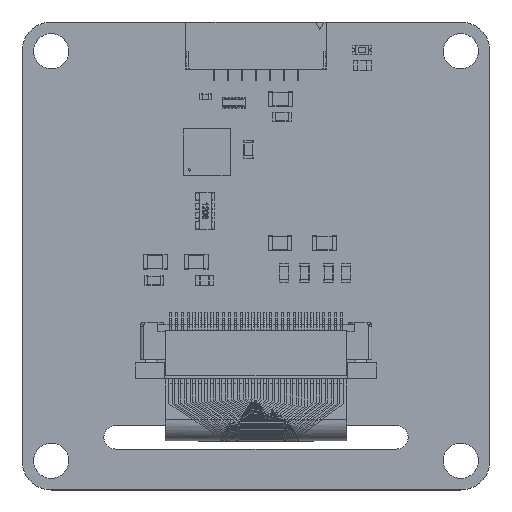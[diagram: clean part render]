
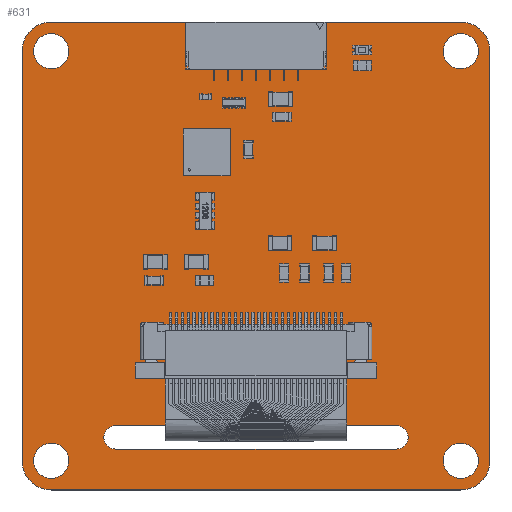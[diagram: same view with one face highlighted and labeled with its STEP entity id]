
A CAD part, top view. The second image highlights one B-rep face of the part: STEP entity #631.
In plain terms, the highlighted planar face has unit normal (0, 0, 1).
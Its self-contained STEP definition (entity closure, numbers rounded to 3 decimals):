
#54 = VERTEX_POINT('',#55);
#55 = CARTESIAN_POINT('',(171.6,-121.6,0.));
#72 = VERTEX_POINT('',#73);
#73 = CARTESIAN_POINT('',(136.6,-121.6,0.));
#79 = EDGE_CURVE('',#54,#72,#80,.T.);
#80 = LINE('',#81,#82);
#81 = CARTESIAN_POINT('',(171.6,-121.6,0.));
#82 = VECTOR('',#83,1.);
#83 = DIRECTION('',(-1.,0.,0.));
#94 = VERTEX_POINT('',#95);
#95 = CARTESIAN_POINT('',(174.1,-124.1,0.));
#111 = EDGE_CURVE('',#94,#54,#112,.T.);
#112 = CIRCLE('',#113,2.5);
#113 = AXIS2_PLACEMENT_3D('',#114,#115,#116);
#114 = CARTESIAN_POINT('',(171.6,-124.1,0.));
#115 = DIRECTION('',(0.,0.,1.));
#116 = DIRECTION('',(1.,0.,0.));
#137 = VERTEX_POINT('',#138);
#138 = CARTESIAN_POINT('',(134.1,-124.1,0.));
#144 = EDGE_CURVE('',#72,#137,#145,.T.);
#145 = CIRCLE('',#146,2.5);
#146 = AXIS2_PLACEMENT_3D('',#147,#148,#149);
#147 = CARTESIAN_POINT('',(136.6,-124.1,0.));
#148 = DIRECTION('',(0.,0.,1.));
#149 = DIRECTION('',(1.,0.,0.));
#160 = VERTEX_POINT('',#161);
#161 = CARTESIAN_POINT('',(174.1,-159.1,0.));
#176 = EDGE_CURVE('',#160,#94,#177,.T.);
#177 = LINE('',#178,#179);
#178 = CARTESIAN_POINT('',(174.1,-159.1,0.));
#179 = VECTOR('',#180,1.);
#180 = DIRECTION('',(0.,1.,0.));
#200 = VERTEX_POINT('',#201);
#201 = CARTESIAN_POINT('',(134.1,-159.1,0.));
#207 = EDGE_CURVE('',#137,#200,#208,.T.);
#208 = LINE('',#209,#210);
#209 = CARTESIAN_POINT('',(134.1,-124.1,0.));
#210 = VECTOR('',#211,1.);
#211 = DIRECTION('',(0.,-1.,0.));
#222 = VERTEX_POINT('',#223);
#223 = CARTESIAN_POINT('',(171.6,-161.6,0.));
#239 = EDGE_CURVE('',#222,#160,#240,.T.);
#240 = CIRCLE('',#241,2.5);
#241 = AXIS2_PLACEMENT_3D('',#242,#243,#244);
#242 = CARTESIAN_POINT('',(171.6,-159.1,0.));
#243 = DIRECTION('',(0.,0.,1.));
#244 = DIRECTION('',(1.,0.,0.));
#265 = VERTEX_POINT('',#266);
#266 = CARTESIAN_POINT('',(136.6,-161.6,0.));
#272 = EDGE_CURVE('',#200,#265,#273,.T.);
#273 = CIRCLE('',#274,2.5);
#274 = AXIS2_PLACEMENT_3D('',#275,#276,#277);
#275 = CARTESIAN_POINT('',(136.6,-159.1,0.));
#276 = DIRECTION('',(0.,0.,1.));
#277 = DIRECTION('',(1.,0.,0.));
#295 = EDGE_CURVE('',#265,#222,#296,.T.);
#296 = LINE('',#297,#298);
#297 = CARTESIAN_POINT('',(136.6,-161.6,0.));
#298 = VECTOR('',#299,1.);
#299 = DIRECTION('',(1.,0.,0.));
#310 = VERTEX_POINT('',#311);
#311 = CARTESIAN_POINT('',(173.1,-124.1,0.));
#327 = EDGE_CURVE('',#310,#310,#328,.T.);
#328 = CIRCLE('',#329,1.5);
#329 = AXIS2_PLACEMENT_3D('',#330,#331,#332);
#330 = CARTESIAN_POINT('',(171.6,-124.1,0.));
#331 = DIRECTION('',(0.,0.,1.));
#332 = DIRECTION('',(1.,0.,-0.));
#343 = VERTEX_POINT('',#344);
#344 = CARTESIAN_POINT('',(173.1,-159.1,0.));
#360 = EDGE_CURVE('',#343,#343,#361,.T.);
#361 = CIRCLE('',#362,1.5);
#362 = AXIS2_PLACEMENT_3D('',#363,#364,#365);
#363 = CARTESIAN_POINT('',(171.6,-159.1,0.));
#364 = DIRECTION('',(0.,0.,1.));
#365 = DIRECTION('',(1.,0.,-0.));
#376 = VERTEX_POINT('',#377);
#377 = CARTESIAN_POINT('',(166.1,-158.1,0.));
#394 = VERTEX_POINT('',#395);
#395 = CARTESIAN_POINT('',(142.1,-158.1,0.));
#401 = EDGE_CURVE('',#376,#394,#402,.T.);
#402 = LINE('',#403,#404);
#403 = CARTESIAN_POINT('',(166.1,-158.1,0.));
#404 = VECTOR('',#405,1.);
#405 = DIRECTION('',(-1.,0.,0.));
#426 = VERTEX_POINT('',#427);
#427 = CARTESIAN_POINT('',(167.1,-157.1,0.));
#433 = EDGE_CURVE('',#376,#426,#434,.T.);
#434 = CIRCLE('',#435,1.);
#435 = AXIS2_PLACEMENT_3D('',#436,#437,#438);
#436 = CARTESIAN_POINT('',(166.1,-157.1,0.));
#437 = DIRECTION('',(0.,0.,1.));
#438 = DIRECTION('',(1.,0.,0.));
#449 = VERTEX_POINT('',#450);
#450 = CARTESIAN_POINT('',(141.1,-157.1,0.));
#466 = EDGE_CURVE('',#449,#394,#467,.T.);
#467 = CIRCLE('',#468,1.);
#468 = AXIS2_PLACEMENT_3D('',#469,#470,#471);
#469 = CARTESIAN_POINT('',(142.1,-157.1,0.));
#470 = DIRECTION('',(0.,0.,1.));
#471 = DIRECTION('',(1.,0.,0.));
#492 = VERTEX_POINT('',#493);
#493 = CARTESIAN_POINT('',(166.1,-156.1,0.));
#499 = EDGE_CURVE('',#426,#492,#500,.T.);
#500 = CIRCLE('',#501,1.);
#501 = AXIS2_PLACEMENT_3D('',#502,#503,#504);
#502 = CARTESIAN_POINT('',(166.1,-157.1,0.));
#503 = DIRECTION('',(0.,0.,1.));
#504 = DIRECTION('',(1.,0.,0.));
#515 = VERTEX_POINT('',#516);
#516 = CARTESIAN_POINT('',(142.1,-156.1,0.));
#532 = EDGE_CURVE('',#515,#449,#533,.T.);
#533 = CIRCLE('',#534,1.);
#534 = AXIS2_PLACEMENT_3D('',#535,#536,#537);
#535 = CARTESIAN_POINT('',(142.1,-157.1,0.));
#536 = DIRECTION('',(0.,0.,1.));
#537 = DIRECTION('',(1.,0.,0.));
#555 = EDGE_CURVE('',#515,#492,#556,.T.);
#556 = LINE('',#557,#558);
#557 = CARTESIAN_POINT('',(142.1,-156.1,0.));
#558 = VECTOR('',#559,1.);
#559 = DIRECTION('',(1.,0.,0.));
#570 = VERTEX_POINT('',#571);
#571 = CARTESIAN_POINT('',(138.1,-159.1,0.));
#587 = EDGE_CURVE('',#570,#570,#588,.T.);
#588 = CIRCLE('',#589,1.5);
#589 = AXIS2_PLACEMENT_3D('',#590,#591,#592);
#590 = CARTESIAN_POINT('',(136.6,-159.1,0.));
#591 = DIRECTION('',(0.,0.,1.));
#592 = DIRECTION('',(1.,0.,-0.));
#603 = VERTEX_POINT('',#604);
#604 = CARTESIAN_POINT('',(138.1,-124.1,0.));
#620 = EDGE_CURVE('',#603,#603,#621,.T.);
#621 = CIRCLE('',#622,1.5);
#622 = AXIS2_PLACEMENT_3D('',#623,#624,#625);
#623 = CARTESIAN_POINT('',(136.6,-124.1,0.));
#624 = DIRECTION('',(0.,0.,1.));
#625 = DIRECTION('',(1.,0.,-0.));
#631 = ADVANCED_FACE('',(#632,#642,#645,#648,#656,#659),#662,.T.);
#632 = FACE_BOUND('',#633,.T.);
#633 = EDGE_LOOP('',(#634,#635,#636,#637,#638,#639,#640,#641));
#634 = ORIENTED_EDGE('',*,*,#79,.T.);
#635 = ORIENTED_EDGE('',*,*,#144,.T.);
#636 = ORIENTED_EDGE('',*,*,#207,.T.);
#637 = ORIENTED_EDGE('',*,*,#272,.T.);
#638 = ORIENTED_EDGE('',*,*,#295,.T.);
#639 = ORIENTED_EDGE('',*,*,#239,.T.);
#640 = ORIENTED_EDGE('',*,*,#176,.T.);
#641 = ORIENTED_EDGE('',*,*,#111,.T.);
#642 = FACE_BOUND('',#643,.T.);
#643 = EDGE_LOOP('',(#644));
#644 = ORIENTED_EDGE('',*,*,#327,.F.);
#645 = FACE_BOUND('',#646,.T.);
#646 = EDGE_LOOP('',(#647));
#647 = ORIENTED_EDGE('',*,*,#360,.F.);
#648 = FACE_BOUND('',#649,.T.);
#649 = EDGE_LOOP('',(#650,#651,#652,#653,#654,#655));
#650 = ORIENTED_EDGE('',*,*,#401,.T.);
#651 = ORIENTED_EDGE('',*,*,#466,.F.);
#652 = ORIENTED_EDGE('',*,*,#532,.F.);
#653 = ORIENTED_EDGE('',*,*,#555,.T.);
#654 = ORIENTED_EDGE('',*,*,#499,.F.);
#655 = ORIENTED_EDGE('',*,*,#433,.F.);
#656 = FACE_BOUND('',#657,.T.);
#657 = EDGE_LOOP('',(#658));
#658 = ORIENTED_EDGE('',*,*,#587,.F.);
#659 = FACE_BOUND('',#660,.T.);
#660 = EDGE_LOOP('',(#661));
#661 = ORIENTED_EDGE('',*,*,#620,.F.);
#662 = PLANE('',#663);
#663 = AXIS2_PLACEMENT_3D('',#664,#665,#666);
#664 = CARTESIAN_POINT('',(154.1,-145.606,0.));
#665 = DIRECTION('',(0.,0.,1.));
#666 = DIRECTION('',(1.,0.,0.));
